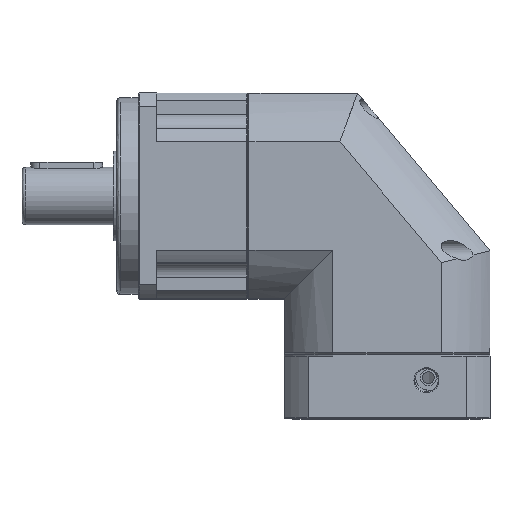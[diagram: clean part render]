
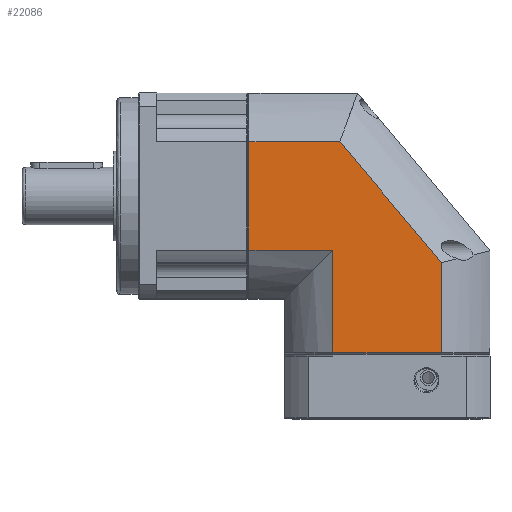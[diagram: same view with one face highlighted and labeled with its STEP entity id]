
A CAD part, top view. The second image highlights one B-rep face of the part: STEP entity #22086.
In plain terms, the highlighted planar face has unit normal (0, 0, 1).
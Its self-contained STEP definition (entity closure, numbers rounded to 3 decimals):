
#674 = ORIENTED_EDGE ( 'NONE', *, *, #10587, .T. ) ;
#693 = VERTEX_POINT ( 'NONE', #3392 ) ;
#887 = CARTESIAN_POINT ( 'NONE',  ( 40.561, -8.988, 115. ) ) ;
#1032 = LINE ( 'NONE', #7599, #18764 ) ;
#1488 = AXIS2_PLACEMENT_3D ( 'NONE', #16345, #6049, #18046 ) ;
#1618 = CARTESIAN_POINT ( 'NONE',  ( 40.561, -20.52, 115. ) ) ;
#1652 = CARTESIAN_POINT ( 'NONE',  ( -9.042, 47.061, 115. ) ) ;
#1778 = DIRECTION ( 'NONE',  ( 0., -1., 0. ) ) ;
#2013 = FACE_OUTER_BOUND ( 'NONE', #20580, .T. ) ;
#2235 = VERTEX_POINT ( 'NONE', #17772 ) ;
#2634 = DIRECTION ( 'NONE',  ( 0., 1., 0. ) ) ;
#2728 = ORIENTED_EDGE ( 'NONE', *, *, #18453, .T. ) ;
#2886 = LINE ( 'NONE', #8101, #11492 ) ;
#3069 = EDGE_CURVE ( 'NONE', #17928, #693, #22017, .T. ) ;
#3392 = CARTESIAN_POINT ( 'NONE',  ( -20.061, -70.95, 115. ) ) ;
#3473 = VECTOR ( 'NONE', #2634, 1000. ) ;
#3546 = CARTESIAN_POINT ( 'NONE',  ( -66.95, -8.988, 115. ) ) ;
#4479 = VECTOR ( 'NONE', #10426, 1000. ) ;
#4708 = ORIENTED_EDGE ( 'NONE', *, *, #13806, .T. ) ;
#5029 = CARTESIAN_POINT ( 'NONE',  ( -66.95, -13.561, 115. ) ) ;
#5173 = DIRECTION ( 'NONE',  ( -1., 0., 0. ) ) ;
#5538 = LINE ( 'NONE', #3546, #9026 ) ;
#6049 = DIRECTION ( 'NONE',  ( 0., 0., 1. ) ) ;
#6184 = CARTESIAN_POINT ( 'NONE',  ( -16.146, 47.061, 115. ) ) ;
#6677 = EDGE_CURVE ( 'NONE', #22036, #19830, #16648, .T. ) ;
#6909 = DIRECTION ( 'NONE',  ( 1., 0., 0. ) ) ;
#7264 = VECTOR ( 'NONE', #6909, 1000. ) ;
#7599 = CARTESIAN_POINT ( 'NONE',  ( -9.042, -70.95, 115. ) ) ;
#8101 = CARTESIAN_POINT ( 'NONE',  ( 40.561, -20.52, 115. ) ) ;
#8547 = VERTEX_POINT ( 'NONE', #5029 ) ;
#9026 = VECTOR ( 'NONE', #1778, 1000. ) ;
#10241 = ORIENTED_EDGE ( 'NONE', *, *, #15801, .T. ) ;
#10358 = CARTESIAN_POINT ( 'NONE',  ( -20.061, -8.988, 115. ) ) ;
#10426 = DIRECTION ( 'NONE',  ( 0., -1., 0. ) ) ;
#10587 = EDGE_CURVE ( 'NONE', #19830, #19656, #2886, .T. ) ;
#11492 = VECTOR ( 'NONE', #21670, 1000. ) ;
#11601 = EDGE_CURVE ( 'NONE', #19656, #2235, #19909, .T. ) ;
#12175 = ORIENTED_EDGE ( 'NONE', *, *, #11601, .T. ) ;
#12411 = CARTESIAN_POINT ( 'NONE',  ( -20.061, -13.561, 115. ) ) ;
#12954 = ORIENTED_EDGE ( 'NONE', *, *, #6677, .T. ) ;
#13806 = EDGE_CURVE ( 'NONE', #2235, #8547, #5538, .T. ) ;
#14538 = DIRECTION ( 'NONE',  ( 1., 0., 0. ) ) ;
#15441 = VECTOR ( 'NONE', #5173, 1000. ) ;
#15801 = EDGE_CURVE ( 'NONE', #8547, #17928, #20328, .T. ) ;
#16345 = CARTESIAN_POINT ( 'NONE',  ( -9.042, -8.988, 115. ) ) ;
#16648 = LINE ( 'NONE', #887, #3473 ) ;
#17187 = CARTESIAN_POINT ( 'NONE',  ( -9.042, -13.561, 115. ) ) ;
#17740 = CARTESIAN_POINT ( 'NONE',  ( 40.561, -70.95, 115. ) ) ;
#17772 = CARTESIAN_POINT ( 'NONE',  ( -66.95, 47.061, 115. ) ) ;
#17928 = VERTEX_POINT ( 'NONE', #12411 ) ;
#17975 = PLANE ( 'NONE',  #1488 ) ;
#18046 = DIRECTION ( 'NONE',  ( 1., 0., 0. ) ) ;
#18453 = EDGE_CURVE ( 'NONE', #693, #22036, #1032, .T. ) ;
#18476 = ORIENTED_EDGE ( 'NONE', *, *, #3069, .T. ) ;
#18764 = VECTOR ( 'NONE', #14538, 1000. ) ;
#19656 = VERTEX_POINT ( 'NONE', #6184 ) ;
#19830 = VERTEX_POINT ( 'NONE', #1618 ) ;
#19909 = LINE ( 'NONE', #1652, #15441 ) ;
#20328 = LINE ( 'NONE', #17187, #7264 ) ;
#20580 = EDGE_LOOP ( 'NONE', ( #10241, #18476, #2728, #12954, #674, #12175, #4708 ) ) ;
#21670 = DIRECTION ( 'NONE',  ( -0.643, 0.766, 0. ) ) ;
#22017 = LINE ( 'NONE', #10358, #4479 ) ;
#22036 = VERTEX_POINT ( 'NONE', #17740 ) ;
#22086 = ADVANCED_FACE ( 'NONE', ( #2013 ), #17975, .T. ) ;
